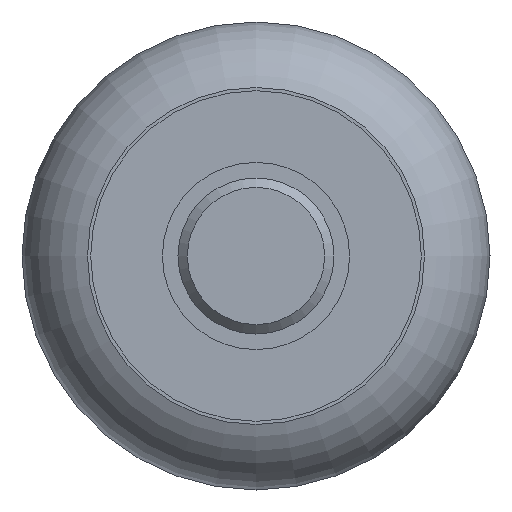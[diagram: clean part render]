
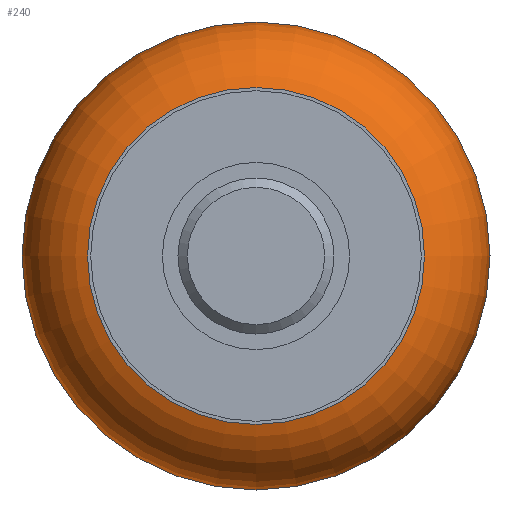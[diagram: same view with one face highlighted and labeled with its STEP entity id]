
A CAD part, left-side view. The second image highlights one B-rep face of the part: STEP entity #240.
In plain terms, the highlighted toroidal (fillet/blend) face has major radius 4.44 mm and minor radius 3.06 mm.
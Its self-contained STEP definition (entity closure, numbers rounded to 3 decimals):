
#39=TOROIDAL_SURFACE('',#270,4.44,3.06);
#47=FACE_BOUND('',#94,.T.);
#69=FACE_OUTER_BOUND('',#93,.T.);
#93=EDGE_LOOP('',(#183));
#94=EDGE_LOOP('',(#184));
#126=CIRCLE('',#269,5.297);
#127=CIRCLE('',#271,7.5);
#144=VERTEX_POINT('',#418);
#145=VERTEX_POINT('',#421);
#162=EDGE_CURVE('',#144,#144,#126,.T.);
#163=EDGE_CURVE('',#145,#145,#127,.T.);
#183=ORIENTED_EDGE('',*,*,#163,.F.);
#184=ORIENTED_EDGE('',*,*,#162,.T.);
#240=ADVANCED_FACE('',(#69,#47),#39,.T.);
#269=AXIS2_PLACEMENT_3D('',#419,#324,#325);
#270=AXIS2_PLACEMENT_3D('',#420,#326,#327);
#271=AXIS2_PLACEMENT_3D('',#422,#328,#329);
#324=DIRECTION('center_axis',(1.,0.,0.));
#325=DIRECTION('ref_axis',(0.,1.,0.));
#326=DIRECTION('center_axis',(1.,0.,0.));
#327=DIRECTION('ref_axis',(0.,0.,-1.));
#328=DIRECTION('center_axis',(1.,0.,0.));
#329=DIRECTION('ref_axis',(0.,1.,0.));
#418=CARTESIAN_POINT('',(0.462,5.297,0.));
#419=CARTESIAN_POINT('Origin',(0.462,0.,0.));
#420=CARTESIAN_POINT('Origin',(3.4,0.,0.));
#421=CARTESIAN_POINT('',(3.399,7.5,0.));
#422=CARTESIAN_POINT('Origin',(3.399,0.,0.));
